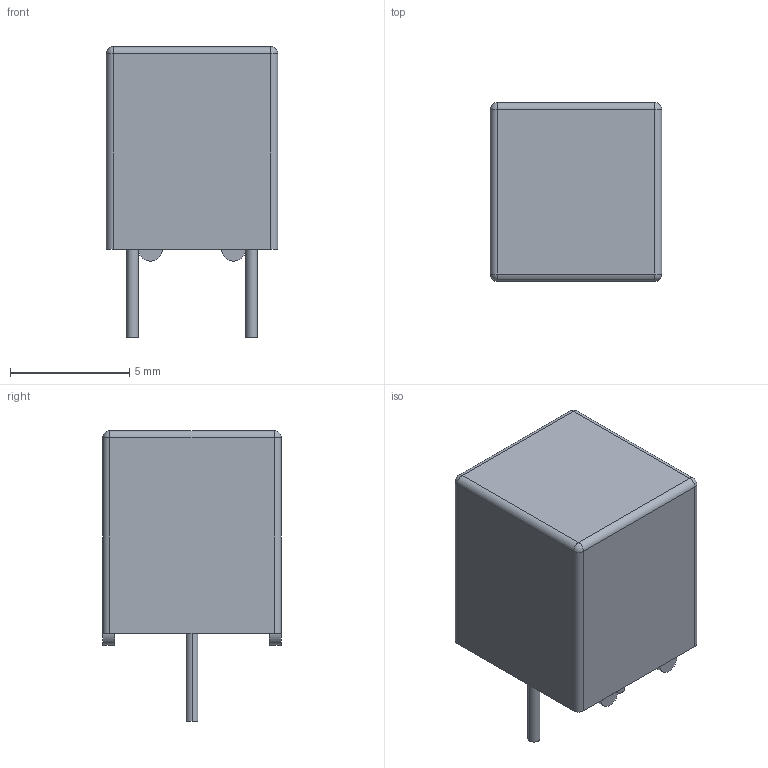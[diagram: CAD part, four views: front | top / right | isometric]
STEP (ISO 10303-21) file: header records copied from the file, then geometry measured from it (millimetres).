
FILE_DESCRIPTION((''),'2;1');
FILE_NAME('CAPR500-720X750X900.stp','2011-08-04T13:59:30',(''),(''),'Mechanical Desktop 2011','Mechanical Desktop 2011',', , ');
FILE_SCHEMA(('AUTOMOTIVE_DESIGN { 1 2 10303 214 1 1 1 1 }'));
Length unit declared in the file: millimetre
Products named in the file (1): Product
Bounding box: 7.2 x 7.5 x 12.2 mm (x, y, z)
Volume: 460 mm3; surface area: 370.3 mm2
Topology: 7 solids, 7 shells, 42 faces, 76 edges, 44 vertices
Faces by surface type: bspline 18, cylinder 14, plane 6, sphere 4
Entity records: 1064 total; most frequent: CARTESIAN_POINT 241, DIRECTION 154, ORIENTED_EDGE 144, EDGE_CURVE 72, AXIS2_PLACEMENT_3D 57, VERTEX_POINT 44, EDGE_LOOP 42, FACE_OUTER_BOUND 42
